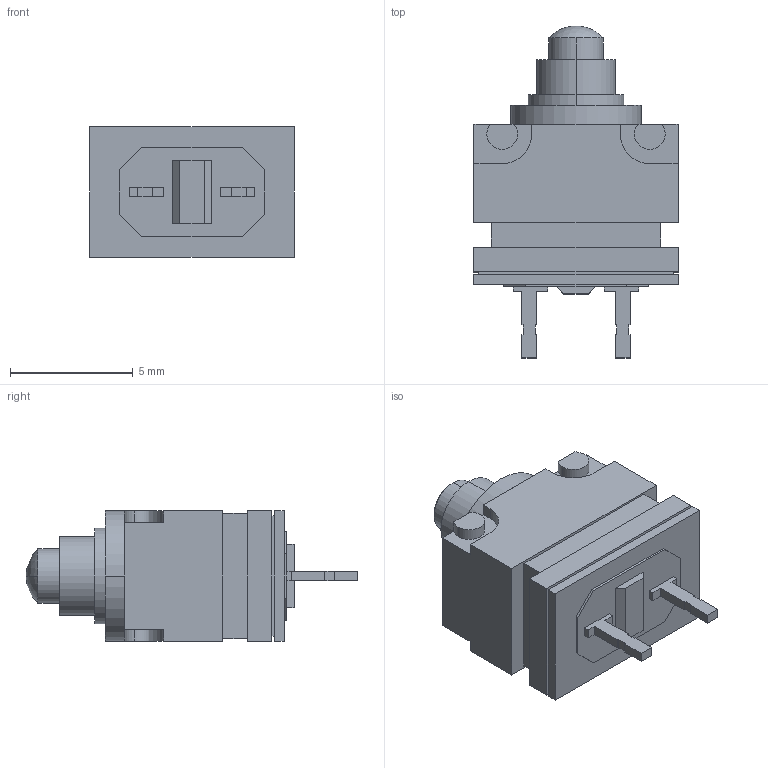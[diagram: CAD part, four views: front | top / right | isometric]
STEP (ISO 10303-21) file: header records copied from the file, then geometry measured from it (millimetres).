
FILE_DESCRIPTION (( 'STEP AP214' ), '1' );
FILE_NAME ('D2GW_A02D.step', '2021-06-24T04:49:10', ( 'OSMC1.0 ' ), ( ' ' ), 'SwSTEP 2.0', 'SolidWorks 2002025', '' );
FILE_SCHEMA (( 'AUTOMOTIVE_DESIGN' ));
Length unit declared in the file: millimetre
Products named in the file (3): D2GW_A02D; D2GW_A02D_BASE; D2GW_A02D_BUTTON
Assembly tree (2 placements, depth 2):
  D2GW_A02D
    D2GW_A02D_BASE
    D2GW_A02D_BUTTON
Bounding box: 8.3 x 13.5 x 5.3 mm (x, y, z)
Volume: 291.7 mm3; surface area: 473.4 mm2
Topology: 2 solids, 2 shells, 124 faces, 326 edges, 217 vertices
Faces by surface type: plane 96, cylinder 26, sphere 2
Entity records: 4647 total; most frequent: CARTESIAN_POINT 672, ORIENTED_EDGE 652, DIRECTION 642, EDGE_CURVE 326, LINE 268, VECTOR 268, VERTEX_POINT 217, AXIS2_PLACEMENT_3D 187
